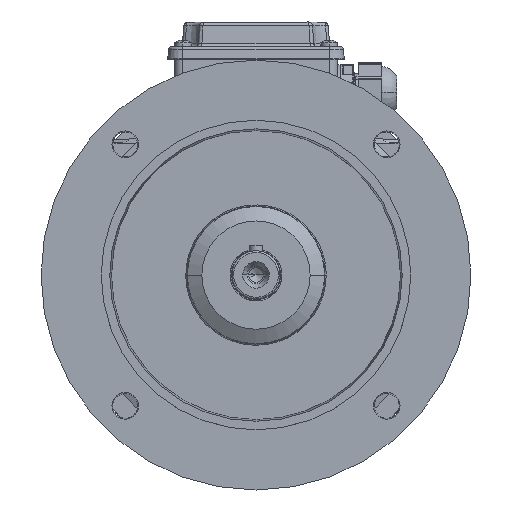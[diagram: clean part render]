
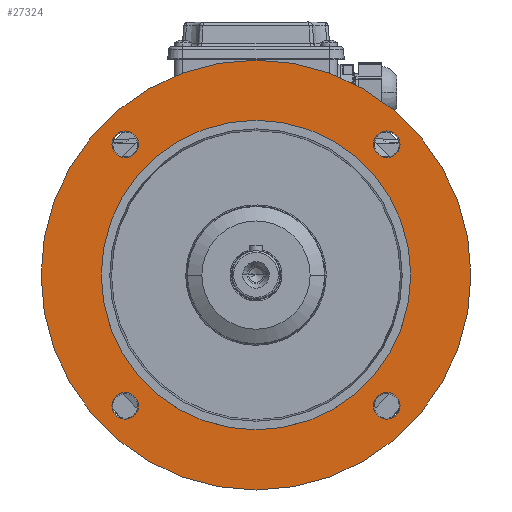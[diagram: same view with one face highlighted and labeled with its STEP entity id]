
A CAD part, top view. The second image highlights one B-rep face of the part: STEP entity #27324.
In plain terms, the highlighted planar face has unit normal (0, 0, 1).
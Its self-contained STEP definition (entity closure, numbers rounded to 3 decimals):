
#1137 = AXIS2_PLACEMENT_3D ( 'NONE', #35797, #35213, #81219 ) ;
#1341 = VERTEX_POINT ( 'NONE', #50010 ) ;
#1508 = EDGE_CURVE ( 'NONE', #62948, #58000, #38284, .T. ) ;
#2403 = PLANE ( 'NONE',  #47016 ) ;
#2716 = CARTESIAN_POINT ( 'NONE',  ( -90., 0., 43. ) ) ;
#2930 = EDGE_CURVE ( 'NONE', #1341, #27747, #39166, .T. ) ;
#3341 = AXIS2_PLACEMENT_3D ( 'NONE', #64357, #64921, #65201 ) ;
#3661 = DIRECTION ( 'NONE',  ( 0., -1., 0. ) ) ;
#3949 = CARTESIAN_POINT ( 'NONE',  ( 76.014, -76.014, 43. ) ) ;
#4528 = DIRECTION ( 'NONE',  ( 0., 0., 1. ) ) ;
#4612 = CARTESIAN_POINT ( 'NONE',  ( 76.014, 76.014, 43. ) ) ;
#5430 = CIRCLE ( 'NONE', #3341, 7.774 ) ;
#6293 = CARTESIAN_POINT ( 'NONE',  ( 0., 0., 43. ) ) ;
#6592 = EDGE_LOOP ( 'NONE', ( #30498, #64420 ) ) ;
#6805 = CIRCLE ( 'NONE', #16811, 90. ) ;
#7283 = ORIENTED_EDGE ( 'NONE', *, *, #64662, .F. ) ;
#9537 = CARTESIAN_POINT ( 'NONE',  ( -76.014, -76.014, 43. ) ) ;
#9664 = VERTEX_POINT ( 'NONE', #10283 ) ;
#10283 = CARTESIAN_POINT ( 'NONE',  ( -83.788, 76.014, 43. ) ) ;
#10516 = DIRECTION ( 'NONE',  ( 0., -1., 0. ) ) ;
#11373 = EDGE_CURVE ( 'NONE', #45871, #52590, #13594, .T. ) ;
#11403 = ORIENTED_EDGE ( 'NONE', *, *, #57560, .F. ) ;
#12800 = AXIS2_PLACEMENT_3D ( 'NONE', #6293, #66293, #66012 ) ;
#13594 = CIRCLE ( 'NONE', #26468, 7.774 ) ;
#13930 = CARTESIAN_POINT ( 'NONE',  ( 0., 0., 43. ) ) ;
#14124 = AXIS2_PLACEMENT_3D ( 'NONE', #77943, #38041, #84614 ) ;
#14599 = CARTESIAN_POINT ( 'NONE',  ( -76.014, -68.24, 43. ) ) ;
#14625 = DIRECTION ( 'NONE',  ( 1., 0., 0. ) ) ;
#14839 = AXIS2_PLACEMENT_3D ( 'NONE', #26946, #54547, #14625 ) ;
#15168 = CIRCLE ( 'NONE', #14124, 124.975 ) ;
#16246 = FACE_BOUND ( 'NONE', #6592, .T. ) ;
#16811 = AXIS2_PLACEMENT_3D ( 'NONE', #13930, #60513, #20664 ) ;
#17375 = AXIS2_PLACEMENT_3D ( 'NONE', #4612, #38137, #57919 ) ;
#19081 = CARTESIAN_POINT ( 'NONE',  ( -68.24, 76.014, 43. ) ) ;
#19638 = EDGE_LOOP ( 'NONE', ( #58439, #70433 ) ) ;
#20204 = ORIENTED_EDGE ( 'NONE', *, *, #48280, .F. ) ;
#20664 = DIRECTION ( 'NONE',  ( 1., 0., 0. ) ) ;
#23804 = CARTESIAN_POINT ( 'NONE',  ( 90., 0., 43. ) ) ;
#24960 = AXIS2_PLACEMENT_3D ( 'NONE', #76954, #57405, #10516 ) ;
#25062 = VERTEX_POINT ( 'NONE', #19081 ) ;
#25619 = CARTESIAN_POINT ( 'NONE',  ( 124.975, 0., 43. ) ) ;
#26468 = AXIS2_PLACEMENT_3D ( 'NONE', #38441, #85027, #44576 ) ;
#26946 = CARTESIAN_POINT ( 'NONE',  ( 76.014, -76.014, 43. ) ) ;
#27324 = ADVANCED_FACE ( 'NONE', ( #27703, #16246, #67245, #49592, #60978, #31888 ), #2403, .F. ) ;
#27674 = CIRCLE ( 'NONE', #1137, 90. ) ;
#27703 = FACE_OUTER_BOUND ( 'NONE', #60759, .T. ) ;
#27747 = VERTEX_POINT ( 'NONE', #62614 ) ;
#29665 = DIRECTION ( 'NONE',  ( 0., 0., 1. ) ) ;
#30498 = ORIENTED_EDGE ( 'NONE', *, *, #39099, .F. ) ;
#31888 = FACE_BOUND ( 'NONE', #53939, .T. ) ;
#35213 = DIRECTION ( 'NONE',  ( 0., 0., 1. ) ) ;
#35797 = CARTESIAN_POINT ( 'NONE',  ( 0., 0., 43. ) ) ;
#36561 = CARTESIAN_POINT ( 'NONE',  ( 126.475, -126.475, 43. ) ) ;
#37153 = CIRCLE ( 'NONE', #14839, 7.774 ) ;
#37346 = VERTEX_POINT ( 'NONE', #2716 ) ;
#37944 = CIRCLE ( 'NONE', #59410, 7.774 ) ;
#38041 = DIRECTION ( 'NONE',  ( 0., 0., -1. ) ) ;
#38137 = DIRECTION ( 'NONE',  ( 0., 0., 1. ) ) ;
#38284 = CIRCLE ( 'NONE', #24960, 7.774 ) ;
#38304 = EDGE_CURVE ( 'NONE', #37346, #47622, #6805, .T. ) ;
#38441 = CARTESIAN_POINT ( 'NONE',  ( -76.014, -76.014, 43. ) ) ;
#38697 = DIRECTION ( 'NONE',  ( 0., 0., 1. ) ) ;
#38813 = CARTESIAN_POINT ( 'NONE',  ( -124.975, 0., 43. ) ) ;
#39099 = EDGE_CURVE ( 'NONE', #47622, #37346, #27674, .T. ) ;
#39166 = CIRCLE ( 'NONE', #78002, 7.774 ) ;
#41981 = VERTEX_POINT ( 'NONE', #38813 ) ;
#43223 = DIRECTION ( 'NONE',  ( 0., 0., -1. ) ) ;
#44187 = DIRECTION ( 'NONE',  ( 1., 0., 0. ) ) ;
#44387 = ORIENTED_EDGE ( 'NONE', *, *, #69395, .F. ) ;
#44576 = DIRECTION ( 'NONE',  ( 0., -1., 0. ) ) ;
#45608 = CIRCLE ( 'NONE', #17375, 7.774 ) ;
#45871 = VERTEX_POINT ( 'NONE', #14599 ) ;
#47016 = AXIS2_PLACEMENT_3D ( 'NONE', #36561, #43223, #69408 ) ;
#47022 = AXIS2_PLACEMENT_3D ( 'NONE', #9537, #29665, #3661 ) ;
#47622 = VERTEX_POINT ( 'NONE', #23804 ) ;
#48141 = ORIENTED_EDGE ( 'NONE', *, *, #11373, .F. ) ;
#48280 = EDGE_CURVE ( 'NONE', #41981, #73923, #58547, .T. ) ;
#49506 = DIRECTION ( 'NONE',  ( 1., 0., 0. ) ) ;
#49592 = FACE_BOUND ( 'NONE', #50778, .T. ) ;
#50010 = CARTESIAN_POINT ( 'NONE',  ( 68.24, -76.014, 43. ) ) ;
#50129 = CIRCLE ( 'NONE', #47022, 7.774 ) ;
#50778 = EDGE_LOOP ( 'NONE', ( #7283, #48141 ) ) ;
#51952 = ORIENTED_EDGE ( 'NONE', *, *, #1508, .F. ) ;
#52590 = VERTEX_POINT ( 'NONE', #52779 ) ;
#52779 = CARTESIAN_POINT ( 'NONE',  ( -76.014, -83.788, 43. ) ) ;
#53296 = CARTESIAN_POINT ( 'NONE',  ( 76.014, 68.24, 43. ) ) ;
#53939 = EDGE_LOOP ( 'NONE', ( #44387, #51952 ) ) ;
#54547 = DIRECTION ( 'NONE',  ( 0., 0., 1. ) ) ;
#57190 = ORIENTED_EDGE ( 'NONE', *, *, #2930, .F. ) ;
#57405 = DIRECTION ( 'NONE',  ( 0., 0., 1. ) ) ;
#57560 = EDGE_CURVE ( 'NONE', #27747, #1341, #37153, .T. ) ;
#57919 = DIRECTION ( 'NONE',  ( 0., -1., 0. ) ) ;
#58000 = VERTEX_POINT ( 'NONE', #53296 ) ;
#58439 = ORIENTED_EDGE ( 'NONE', *, *, #75296, .F. ) ;
#58547 = CIRCLE ( 'NONE', #12800, 124.975 ) ;
#59410 = AXIS2_PLACEMENT_3D ( 'NONE', #76257, #38697, #49506 ) ;
#60513 = DIRECTION ( 'NONE',  ( 0., 0., 1. ) ) ;
#60759 = EDGE_LOOP ( 'NONE', ( #68030, #20204 ) ) ;
#60978 = FACE_BOUND ( 'NONE', #80912, .T. ) ;
#62062 = EDGE_CURVE ( 'NONE', #9664, #25062, #5430, .T. ) ;
#62614 = CARTESIAN_POINT ( 'NONE',  ( 83.788, -76.014, 43. ) ) ;
#62948 = VERTEX_POINT ( 'NONE', #83109 ) ;
#64357 = CARTESIAN_POINT ( 'NONE',  ( -76.014, 76.014, 43. ) ) ;
#64420 = ORIENTED_EDGE ( 'NONE', *, *, #38304, .F. ) ;
#64662 = EDGE_CURVE ( 'NONE', #52590, #45871, #50129, .T. ) ;
#64921 = DIRECTION ( 'NONE',  ( 0., 0., 1. ) ) ;
#65201 = DIRECTION ( 'NONE',  ( 1., 0., 0. ) ) ;
#66012 = DIRECTION ( 'NONE',  ( 1., 0., 0. ) ) ;
#66293 = DIRECTION ( 'NONE',  ( 0., 0., -1. ) ) ;
#67245 = FACE_BOUND ( 'NONE', #19638, .T. ) ;
#68030 = ORIENTED_EDGE ( 'NONE', *, *, #73028, .F. ) ;
#69395 = EDGE_CURVE ( 'NONE', #58000, #62948, #45608, .T. ) ;
#69408 = DIRECTION ( 'NONE',  ( 0., -1., 0. ) ) ;
#70433 = ORIENTED_EDGE ( 'NONE', *, *, #62062, .F. ) ;
#73028 = EDGE_CURVE ( 'NONE', #73923, #41981, #15168, .T. ) ;
#73923 = VERTEX_POINT ( 'NONE', #25619 ) ;
#75296 = EDGE_CURVE ( 'NONE', #25062, #9664, #37944, .T. ) ;
#76257 = CARTESIAN_POINT ( 'NONE',  ( -76.014, 76.014, 43. ) ) ;
#76954 = CARTESIAN_POINT ( 'NONE',  ( 76.014, 76.014, 43. ) ) ;
#77943 = CARTESIAN_POINT ( 'NONE',  ( 0., 0., 43. ) ) ;
#78002 = AXIS2_PLACEMENT_3D ( 'NONE', #3949, #4528, #44187 ) ;
#80912 = EDGE_LOOP ( 'NONE', ( #11403, #57190 ) ) ;
#81219 = DIRECTION ( 'NONE',  ( 1., 0., 0. ) ) ;
#83109 = CARTESIAN_POINT ( 'NONE',  ( 76.014, 83.788, 43. ) ) ;
#84614 = DIRECTION ( 'NONE',  ( 1., 0., 0. ) ) ;
#85027 = DIRECTION ( 'NONE',  ( 0., 0., 1. ) ) ;
